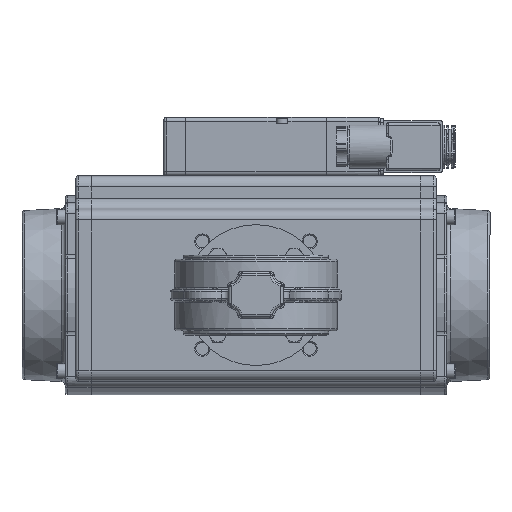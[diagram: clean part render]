
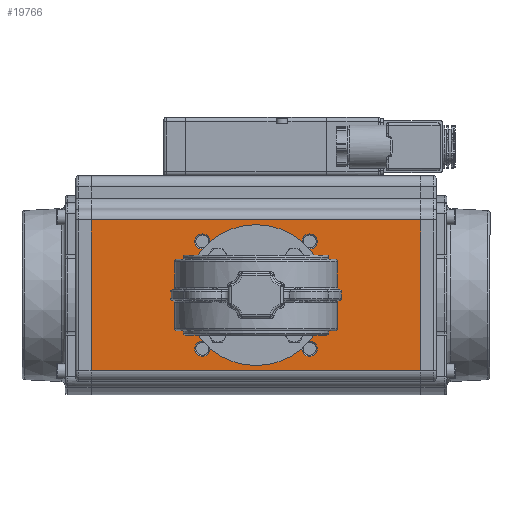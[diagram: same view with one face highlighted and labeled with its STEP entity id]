
A CAD part, front view. The second image highlights one B-rep face of the part: STEP entity #19766.
In plain terms, the highlighted planar face has unit normal (0, -1, 0).
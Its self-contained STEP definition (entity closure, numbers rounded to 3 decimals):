
#415=FACE_BOUND('',#3099,.T.);
#416=FACE_BOUND('',#3100,.T.);
#417=FACE_BOUND('',#3101,.T.);
#418=FACE_BOUND('',#3102,.T.);
#419=FACE_BOUND('',#3103,.T.);
#420=FACE_BOUND('',#3104,.T.);
#421=FACE_BOUND('',#3105,.T.);
#422=FACE_BOUND('',#3106,.T.);
#423=FACE_BOUND('',#3107,.T.);
#1123=PLANE('',#21530);
#1876=FACE_OUTER_BOUND('',#3098,.T.);
#3098=EDGE_LOOP('',(#14574,#14575,#14576,#14577));
#3099=EDGE_LOOP('',(#14578));
#3100=EDGE_LOOP('',(#14579));
#3101=EDGE_LOOP('',(#14580));
#3102=EDGE_LOOP('',(#14581));
#3103=EDGE_LOOP('',(#14582));
#3104=EDGE_LOOP('',(#14583));
#3105=EDGE_LOOP('',(#14584));
#3106=EDGE_LOOP('',(#14585));
#3107=EDGE_LOOP('',(#14586));
#4356=LINE('',#33384,#5569);
#4364=LINE('',#33415,#5577);
#4406=LINE('',#33534,#5619);
#4413=LINE('',#33558,#5626);
#5569=VECTOR('',#25118,10.);
#5577=VECTOR('',#25148,10.);
#5619=VECTOR('',#25280,10.);
#5626=VECTOR('',#25311,10.);
#6754=CIRCLE('',#21531,3.5);
#6755=CIRCLE('',#21532,3.5);
#6756=CIRCLE('',#21533,3.5);
#6757=CIRCLE('',#21534,3.);
#6758=CIRCLE('',#21535,18.5);
#6759=CIRCLE('',#21536,3.5);
#6760=CIRCLE('',#21537,3.);
#6761=CIRCLE('',#21538,3.);
#6762=CIRCLE('',#21539,3.);
#8301=VERTEX_POINT('',#33381);
#8302=VERTEX_POINT('',#33383);
#8313=VERTEX_POINT('',#33412);
#8314=VERTEX_POINT('',#33414);
#8352=VERTEX_POINT('',#33560);
#8353=VERTEX_POINT('',#33562);
#8354=VERTEX_POINT('',#33564);
#8355=VERTEX_POINT('',#33566);
#8356=VERTEX_POINT('',#33568);
#8357=VERTEX_POINT('',#33570);
#8358=VERTEX_POINT('',#33572);
#8359=VERTEX_POINT('',#33574);
#8360=VERTEX_POINT('',#33576);
#10486=EDGE_CURVE('',#8301,#8302,#4356,.T.);
#10502=EDGE_CURVE('',#8313,#8314,#4364,.T.);
#10565=EDGE_CURVE('',#8314,#8301,#4406,.T.);
#10577=EDGE_CURVE('',#8302,#8313,#4413,.T.);
#10578=EDGE_CURVE('',#8352,#8352,#6754,.T.);
#10579=EDGE_CURVE('',#8353,#8353,#6755,.T.);
#10580=EDGE_CURVE('',#8354,#8354,#6756,.T.);
#10581=EDGE_CURVE('',#8355,#8355,#6757,.T.);
#10582=EDGE_CURVE('',#8356,#8356,#6758,.T.);
#10583=EDGE_CURVE('',#8357,#8357,#6759,.T.);
#10584=EDGE_CURVE('',#8358,#8358,#6760,.T.);
#10585=EDGE_CURVE('',#8359,#8359,#6761,.T.);
#10586=EDGE_CURVE('',#8360,#8360,#6762,.T.);
#14574=ORIENTED_EDGE('',*,*,#10565,.F.);
#14575=ORIENTED_EDGE('',*,*,#10502,.F.);
#14576=ORIENTED_EDGE('',*,*,#10577,.F.);
#14577=ORIENTED_EDGE('',*,*,#10486,.F.);
#14578=ORIENTED_EDGE('',*,*,#10578,.F.);
#14579=ORIENTED_EDGE('',*,*,#10579,.F.);
#14580=ORIENTED_EDGE('',*,*,#10580,.F.);
#14581=ORIENTED_EDGE('',*,*,#10581,.F.);
#14582=ORIENTED_EDGE('',*,*,#10582,.T.);
#14583=ORIENTED_EDGE('',*,*,#10583,.F.);
#14584=ORIENTED_EDGE('',*,*,#10584,.F.);
#14585=ORIENTED_EDGE('',*,*,#10585,.F.);
#14586=ORIENTED_EDGE('',*,*,#10586,.F.);
#19766=ADVANCED_FACE('',(#1876,#415,#416,#417,#418,#419,#420,#421,#422,
#423),#1123,.T.);
#21530=AXIS2_PLACEMENT_3D('',#33559,#25312,#25313);
#21531=AXIS2_PLACEMENT_3D('',#33561,#25314,#25315);
#21532=AXIS2_PLACEMENT_3D('',#33563,#25316,#25317);
#21533=AXIS2_PLACEMENT_3D('',#33565,#25318,#25319);
#21534=AXIS2_PLACEMENT_3D('',#33567,#25320,#25321);
#21535=AXIS2_PLACEMENT_3D('',#33569,#25322,#25323);
#21536=AXIS2_PLACEMENT_3D('',#33571,#25324,#25325);
#21537=AXIS2_PLACEMENT_3D('',#33573,#25326,#25327);
#21538=AXIS2_PLACEMENT_3D('',#33575,#25328,#25329);
#21539=AXIS2_PLACEMENT_3D('',#33577,#25330,#25331);
#25118=DIRECTION('',(-1.,0.,0.));
#25148=DIRECTION('',(1.,0.,0.));
#25280=DIRECTION('',(0.,0.,-1.));
#25311=DIRECTION('',(0.,0.,1.));
#25312=DIRECTION('center_axis',(0.,-1.,0.));
#25313=DIRECTION('ref_axis',(1.,0.,0.));
#25314=DIRECTION('center_axis',(0.,-1.,0.));
#25315=DIRECTION('ref_axis',(-1.,0.,0.));
#25316=DIRECTION('center_axis',(0.,-1.,0.));
#25317=DIRECTION('ref_axis',(-1.,0.,0.));
#25318=DIRECTION('center_axis',(0.,-1.,0.));
#25319=DIRECTION('ref_axis',(-1.,0.,0.));
#25320=DIRECTION('center_axis',(0.,-1.,0.));
#25321=DIRECTION('ref_axis',(-1.,0.,0.));
#25322=DIRECTION('center_axis',(0.,1.,0.));
#25323=DIRECTION('ref_axis',(1.,0.,0.));
#25324=DIRECTION('center_axis',(0.,-1.,0.));
#25325=DIRECTION('ref_axis',(-1.,0.,0.));
#25326=DIRECTION('center_axis',(0.,-1.,0.));
#25327=DIRECTION('ref_axis',(-1.,0.,0.));
#25328=DIRECTION('center_axis',(0.,-1.,0.));
#25329=DIRECTION('ref_axis',(-1.,0.,0.));
#25330=DIRECTION('center_axis',(0.,-1.,0.));
#25331=DIRECTION('ref_axis',(-1.,0.,0.));
#33381=CARTESIAN_POINT('',(34.675,-54.5,-76.));
#33383=CARTESIAN_POINT('',(-34.675,-54.5,-76.));
#33384=CARTESIAN_POINT('',(-39.675,-54.5,-76.));
#33412=CARTESIAN_POINT('',(-34.675,-54.5,76.));
#33414=CARTESIAN_POINT('',(34.675,-54.5,76.));
#33415=CARTESIAN_POINT('',(-39.675,-54.5,76.));
#33534=CARTESIAN_POINT('',(34.675,-54.5,0.));
#33558=CARTESIAN_POINT('',(-34.675,-54.5,0.));
#33559=CARTESIAN_POINT('Origin',(-39.675,-54.5,0.));
#33560=CARTESIAN_POINT('',(-21.249,-54.5,24.749));
#33561=CARTESIAN_POINT('Origin',(-24.749,-54.5,24.749));
#33562=CARTESIAN_POINT('',(-21.249,-54.5,-24.749));
#33563=CARTESIAN_POINT('Origin',(-24.749,-54.5,-24.749));
#33564=CARTESIAN_POINT('',(28.249,-54.5,-24.749));
#33565=CARTESIAN_POINT('Origin',(24.749,-54.5,-24.749));
#33566=CARTESIAN_POINT('',(20.678,-54.5,17.678));
#33567=CARTESIAN_POINT('Origin',(17.678,-54.5,17.678));
#33568=CARTESIAN_POINT('',(-18.5,-54.5,0.));
#33569=CARTESIAN_POINT('Origin',(0.,-54.5,0.));
#33570=CARTESIAN_POINT('',(28.249,-54.5,24.749));
#33571=CARTESIAN_POINT('Origin',(24.749,-54.5,24.749));
#33572=CARTESIAN_POINT('',(20.678,-54.5,-17.678));
#33573=CARTESIAN_POINT('Origin',(17.678,-54.5,-17.678));
#33574=CARTESIAN_POINT('',(-14.678,-54.5,-17.678));
#33575=CARTESIAN_POINT('Origin',(-17.678,-54.5,-17.678));
#33576=CARTESIAN_POINT('',(-14.678,-54.5,17.678));
#33577=CARTESIAN_POINT('Origin',(-17.678,-54.5,17.678));
